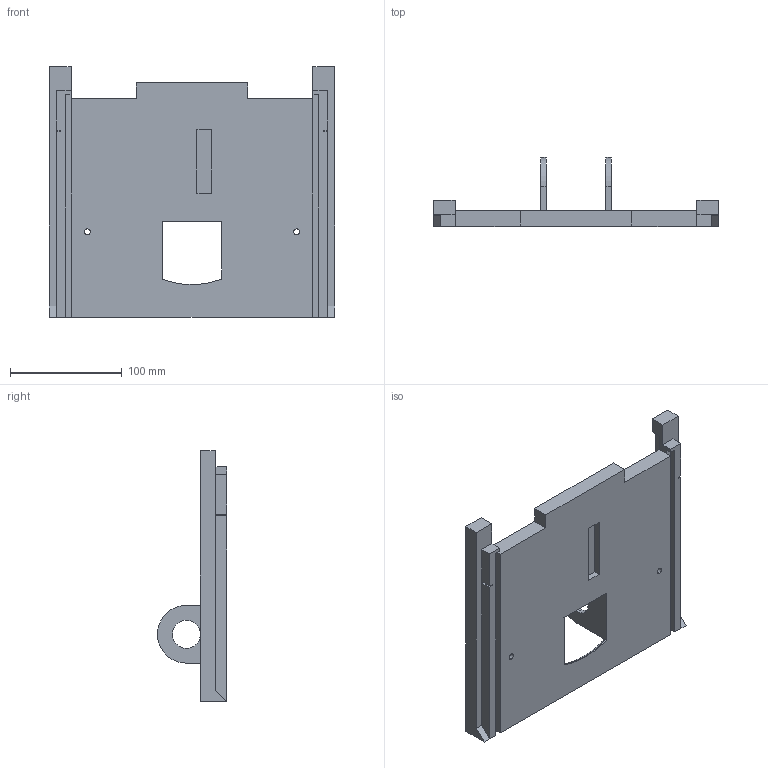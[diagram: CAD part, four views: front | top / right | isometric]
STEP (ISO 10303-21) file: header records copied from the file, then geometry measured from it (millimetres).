
FILE_DESCRIPTION (( 'STEP AP214' ), '1' );
FILE_NAME ('body-top.STEP', '2024-04-27T07:30:54', ( '' ), ( '' ), 'SwSTEP 2.0', 'SolidWorks 2023', '' );
FILE_SCHEMA (( 'AUTOMOTIVE_DESIGN' ));
Length unit declared in the file: millimetre
Products named in the file (1): body-top
Bounding box: 255 x 61.67 x 224 mm (x, y, z)
Volume: 604149.9 mm3; surface area: 150138.5 mm2
Topology: 1 solids, 1 shells, 177 faces, 488 edges, 318 vertices
Faces by surface type: plane 160, cylinder 15, bspline 2
Entity records: 5757 total; most frequent: CARTESIAN_POINT 1201, ORIENTED_EDGE 976, DIRECTION 865, EDGE_CURVE 488, VECTOR 449, LINE 449, VERTEX_POINT 318, AXIS2_PLACEMENT_3D 208
